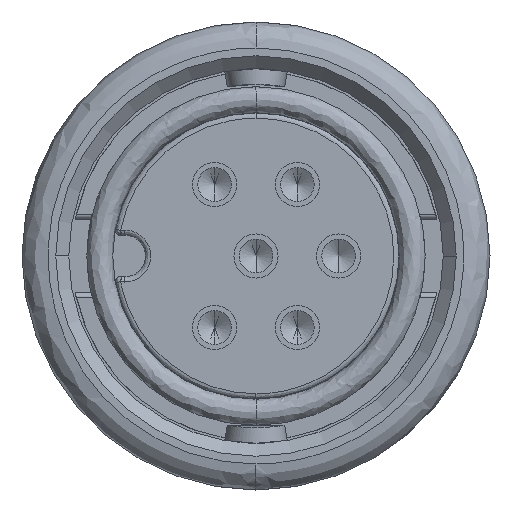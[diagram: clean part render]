
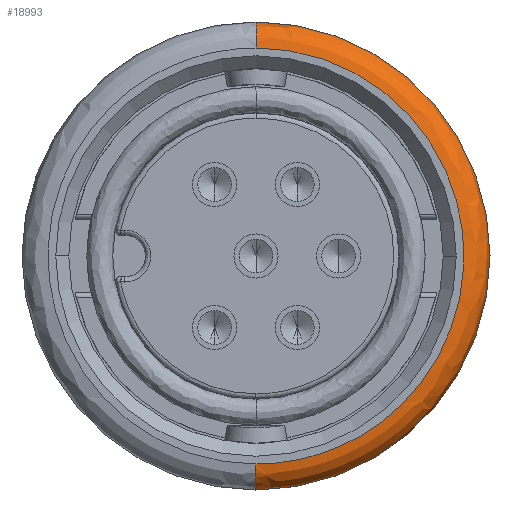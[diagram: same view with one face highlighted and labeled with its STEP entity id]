
A CAD part, left-side view. The second image highlights one B-rep face of the part: STEP entity #18993.
In plain terms, the highlighted free-form (B-spline) face has degree [3, 3] with [4, 4] control points.
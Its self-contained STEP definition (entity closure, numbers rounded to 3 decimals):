
#485 = DIRECTION ( 'NONE',  ( 0., -1., 0. ) ) ;
#644 = CARTESIAN_POINT ( 'NONE',  ( -13.4, 0., -8. ) ) ;
#2190 = CARTESIAN_POINT ( 'NONE',  ( -12.986, -18., 9. ) ) ;
#6128 = CARTESIAN_POINT ( 'NONE',  ( -13.4, -16., -8. ) ) ;
#6312 = CARTESIAN_POINT ( 'NONE',  ( -12.4, 0., -9. ) ) ;
#7089 = CARTESIAN_POINT ( 'NONE',  ( -12.4, 0., -9. ) ) ;
#7111 = EDGE_CURVE ( 'NONE', #45838, #9564, #24804, .T. ) ;
#9564 = VERTEX_POINT ( 'NONE', #22074 ) ;
#9677 = CARTESIAN_POINT ( 'NONE',  ( -13.4, 0., 8. ) ) ;
#10385 = CARTESIAN_POINT ( 'NONE',  ( -12.4, -18., 9. ) ) ;
#10730 = CARTESIAN_POINT ( 'NONE',  ( -13.4, 0., 8. ) ) ;
#13024 = DIRECTION ( 'NONE',  ( 1., 0., 0. ) ) ;
#13073 = VERTEX_POINT ( 'NONE', #7089 ) ;
#13236 = CIRCLE ( 'NONE', #15568, 9. ) ;
#14309 = CARTESIAN_POINT ( 'NONE',  ( -13.4, 0., 8. ) ) ;
#14824 = CARTESIAN_POINT ( 'NONE',  ( -13.4, -16., -8. ) ) ;
#15568 = AXIS2_PLACEMENT_3D ( 'NONE', #37981, #13024, #42267 ) ;
#16283 = EDGE_CURVE ( 'NONE', #45667, #13073, #24118, .T. ) ;
#16492 =( BOUNDED_SURFACE ( )  B_SPLINE_SURFACE ( 3, 3, ( 
 ( #16670, #6128, #39338, #14309 ),
 ( #43638, #18457, #47796, #22637 ),
 ( #51998, #26829, #2190, #31054 ),
 ( #6312, #35289, #10385, #39521 ) ),
 .UNSPECIFIED., .F., .F., .F. ) 
 B_SPLINE_SURFACE_WITH_KNOTS ( ( 4, 4 ),
 ( 4, 4 ),
 ( 0., 1. ),
 ( 0., 1. ),
 .UNSPECIFIED. ) 
 GEOMETRIC_REPRESENTATION_ITEM ( )  RATIONAL_B_SPLINE_SURFACE ( (
 ( 1., 0.333, 0.333, 1.),
 ( 0.805, 0.268, 0.268, 0.805),
 ( 0.805, 0.268, 0.268, 0.805),
 ( 1., 0.333, 0.333, 1.) ) ) 
 REPRESENTATION_ITEM ( '' )  SURFACE ( )  );
#16670 = CARTESIAN_POINT ( 'NONE',  ( -13.4, 0., -8. ) ) ;
#18457 = CARTESIAN_POINT ( 'NONE',  ( -13.4, -17.172, -8.586 ) ) ;
#18993 = ADVANCED_FACE ( 'NONE', ( #35833 ), #16492, .T. ) ;
#22074 = CARTESIAN_POINT ( 'NONE',  ( -12.4, 0., 9. ) ) ;
#22637 = CARTESIAN_POINT ( 'NONE',  ( -13.4, 0., 8.586 ) ) ;
#23371 = AXIS2_PLACEMENT_3D ( 'NONE', #44002, #43993, #43941 ) ;
#23487 = ORIENTED_EDGE ( 'NONE', *, *, #16283, .T. ) ;
#24118 = CIRCLE ( 'NONE', #33889, 1. ) ;
#24804 = CIRCLE ( 'NONE', #23371, 1. ) ;
#25055 = CARTESIAN_POINT ( 'NONE',  ( -12.4, 0., -8. ) ) ;
#26829 = CARTESIAN_POINT ( 'NONE',  ( -12.986, -18., -9. ) ) ;
#29266 = DIRECTION ( 'NONE',  ( 0., 0., -1. ) ) ;
#31054 = CARTESIAN_POINT ( 'NONE',  ( -12.986, 0., 9. ) ) ;
#33052 =( BOUNDED_CURVE ( )  B_SPLINE_CURVE ( 3, ( #10730, #39872, #14824, #44150 ),
 .UNSPECIFIED., .F., .F. ) 
 B_SPLINE_CURVE_WITH_KNOTS ( ( 4, 4 ),
 ( 0., 1. ),
 .UNSPECIFIED. ) 
 CURVE ( )  GEOMETRIC_REPRESENTATION_ITEM ( )  RATIONAL_B_SPLINE_CURVE ( ( 1., 0.333, 0.333, 1. ) ) 
 REPRESENTATION_ITEM ( '' )  );
#33889 = AXIS2_PLACEMENT_3D ( 'NONE', #25055, #485, #29266 ) ;
#34436 = ORIENTED_EDGE ( 'NONE', *, *, #52633, .T. ) ;
#35289 = CARTESIAN_POINT ( 'NONE',  ( -12.4, -18., -9. ) ) ;
#35833 = FACE_OUTER_BOUND ( 'NONE', #50619, .T. ) ;
#36368 = EDGE_CURVE ( 'NONE', #9564, #13073, #13236, .T. ) ;
#37981 = CARTESIAN_POINT ( 'NONE',  ( -12.4, 0., 0. ) ) ;
#39338 = CARTESIAN_POINT ( 'NONE',  ( -13.4, -16., 8. ) ) ;
#39521 = CARTESIAN_POINT ( 'NONE',  ( -12.4, 0., 9. ) ) ;
#39872 = CARTESIAN_POINT ( 'NONE',  ( -13.4, -16., 8. ) ) ;
#42267 = DIRECTION ( 'NONE',  ( 0., 0., 1. ) ) ;
#42453 = ORIENTED_EDGE ( 'NONE', *, *, #7111, .F. ) ;
#43638 = CARTESIAN_POINT ( 'NONE',  ( -13.4, 0., -8.586 ) ) ;
#43703 = ORIENTED_EDGE ( 'NONE', *, *, #36368, .F. ) ;
#43941 = DIRECTION ( 'NONE',  ( 0., 0., 1. ) ) ;
#43993 = DIRECTION ( 'NONE',  ( 0., 1., 0. ) ) ;
#44002 = CARTESIAN_POINT ( 'NONE',  ( -12.4, 0., 8. ) ) ;
#44150 = CARTESIAN_POINT ( 'NONE',  ( -13.4, 0., -8. ) ) ;
#45667 = VERTEX_POINT ( 'NONE', #644 ) ;
#45838 = VERTEX_POINT ( 'NONE', #9677 ) ;
#47796 = CARTESIAN_POINT ( 'NONE',  ( -13.4, -17.172, 8.586 ) ) ;
#50619 = EDGE_LOOP ( 'NONE', ( #34436, #23487, #43703, #42453 ) ) ;
#51998 = CARTESIAN_POINT ( 'NONE',  ( -12.986, 0., -9. ) ) ;
#52633 = EDGE_CURVE ( 'NONE', #45838, #45667, #33052, .T. ) ;
